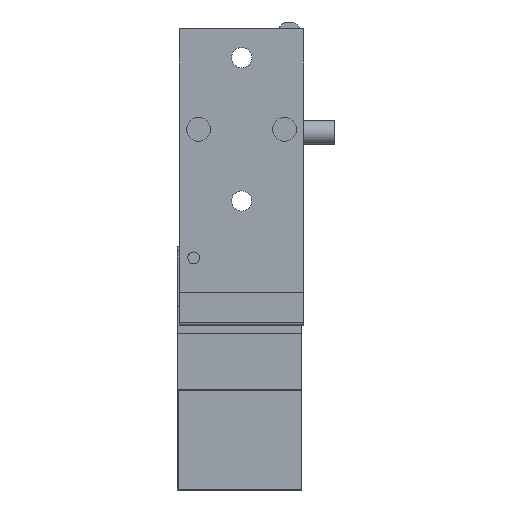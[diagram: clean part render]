
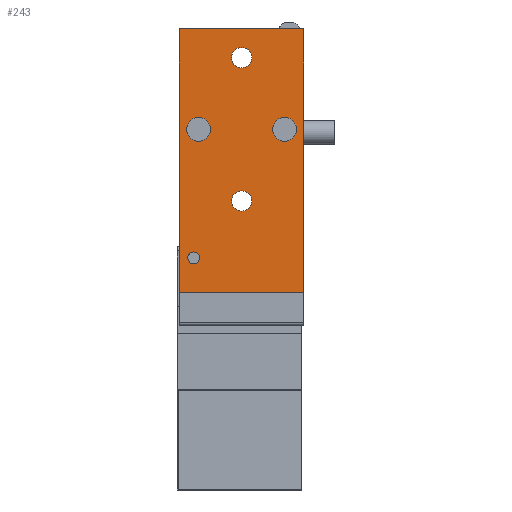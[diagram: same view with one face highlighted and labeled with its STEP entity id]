
A CAD part, left-side view. The second image highlights one B-rep face of the part: STEP entity #243.
In plain terms, the highlighted face is planar.
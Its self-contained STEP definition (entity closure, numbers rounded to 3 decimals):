
#243 = ADVANCED_FACE( '', ( #357, #358, #359, #360, #361, #362 ), #363, .F. );
#357 = FACE_BOUND( '', #546, .T. );
#358 = FACE_BOUND( '', #547, .T. );
#359 = FACE_BOUND( '', #548, .T. );
#360 = FACE_BOUND( '', #549, .T. );
#361 = FACE_BOUND( '', #550, .T. );
#362 = FACE_OUTER_BOUND( '', #551, .T. );
#363 = PLANE( '', #552 );
#546 = EDGE_LOOP( '', ( #923 ) );
#547 = EDGE_LOOP( '', ( #924 ) );
#548 = EDGE_LOOP( '', ( #925 ) );
#549 = EDGE_LOOP( '', ( #926 ) );
#550 = EDGE_LOOP( '', ( #927 ) );
#551 = EDGE_LOOP( '', ( #928, #929, #930, #931 ) );
#552 = AXIS2_PLACEMENT_3D( '', #932, #933, #934 );
#923 = ORIENTED_EDGE( '', *, *, #1505, .T. );
#924 = ORIENTED_EDGE( '', *, *, #1492, .T. );
#925 = ORIENTED_EDGE( '', *, *, #1489, .T. );
#926 = ORIENTED_EDGE( '', *, *, #1488, .T. );
#927 = ORIENTED_EDGE( '', *, *, #1490, .T. );
#928 = ORIENTED_EDGE( '', *, *, #1434, .T. );
#929 = ORIENTED_EDGE( '', *, *, #1504, .F. );
#930 = ORIENTED_EDGE( '', *, *, #1390, .F. );
#931 = ORIENTED_EDGE( '', *, *, #1506, .T. );
#932 = CARTESIAN_POINT( '', ( 19.481, 26., -3.63 ) );
#933 = DIRECTION( '', ( 0., 0., 1. ) );
#934 = DIRECTION( '', ( 1., 0., 0. ) );
#1390 = EDGE_CURVE( '', #1626, #1628, #1629, .T. );
#1434 = EDGE_CURVE( '', #1714, #1712, #1715, .T. );
#1488 = EDGE_CURVE( '', #1816, #1816, #1817, .T. );
#1489 = EDGE_CURVE( '', #1818, #1818, #1819, .T. );
#1490 = EDGE_CURVE( '', #1820, #1820, #1821, .T. );
#1492 = EDGE_CURVE( '', #1824, #1824, #1825, .T. );
#1504 = EDGE_CURVE( '', #1628, #1712, #1837, .T. );
#1505 = EDGE_CURVE( '', #1838, #1838, #1839, .T. );
#1506 = EDGE_CURVE( '', #1626, #1714, #1840, .T. );
#1626 = VERTEX_POINT( '', #2008 );
#1628 = VERTEX_POINT( '', #2011 );
#1629 = LINE( '', #2012, #2013 );
#1712 = VERTEX_POINT( '', #2129 );
#1714 = VERTEX_POINT( '', #2132 );
#1715 = LINE( '', #2133, #2134 );
#1816 = VERTEX_POINT( '', #2278 );
#1817 = CIRCLE( '', #2279, 2.1 );
#1818 = VERTEX_POINT( '', #2280 );
#1819 = CIRCLE( '', #2281, 1.25 );
#1820 = VERTEX_POINT( '', #2282 );
#1821 = CIRCLE( '', #2283, 2.1 );
#1824 = VERTEX_POINT( '', #2286 );
#1825 = CIRCLE( '', #2287, 2.5 );
#1837 = LINE( '', #2310, #2311 );
#1838 = VERTEX_POINT( '', #2312 );
#1839 = CIRCLE( '', #2313, 2.5 );
#1840 = LINE( '', #2314, #2315 );
#2008 = CARTESIAN_POINT( '', ( 74.681, 26., -3.63 ) );
#2011 = CARTESIAN_POINT( '', ( 19.481, 26., -3.63 ) );
#2012 = CARTESIAN_POINT( '', ( 19.481, 26., -3.63 ) );
#2013 = VECTOR( '', #2634, 1000. );
#2129 = CARTESIAN_POINT( '', ( 19.481, 0., -3.63 ) );
#2132 = CARTESIAN_POINT( '', ( 74.681, 0., -3.63 ) );
#2133 = CARTESIAN_POINT( '', ( 19.481, 0., -3.63 ) );
#2134 = VECTOR( '', #2696, 1000. );
#2278 = CARTESIAN_POINT( '', ( 40.781, 13., -3.63 ) );
#2279 = AXIS2_PLACEMENT_3D( '', #2770, #2771, #2772 );
#2280 = CARTESIAN_POINT( '', ( 28.019, 3., -3.63 ) );
#2281 = AXIS2_PLACEMENT_3D( '', #2773, #2774, #2775 );
#2282 = CARTESIAN_POINT( '', ( 70.781, 13., -3.63 ) );
#2283 = AXIS2_PLACEMENT_3D( '', #2776, #2777, #2778 );
#2286 = CARTESIAN_POINT( '', ( 56.181, 4., -3.63 ) );
#2287 = AXIS2_PLACEMENT_3D( '', #2782, #2783, #2784 );
#2310 = CARTESIAN_POINT( '', ( 19.481, 26., -3.63 ) );
#2311 = VECTOR( '', #2796, 1000. );
#2312 = CARTESIAN_POINT( '', ( 56.181, 22., -3.63 ) );
#2313 = AXIS2_PLACEMENT_3D( '', #2797, #2798, #2799 );
#2314 = CARTESIAN_POINT( '', ( 74.681, 26., -3.63 ) );
#2315 = VECTOR( '', #2800, 1000. );
#2634 = DIRECTION( '', ( -1., 0., 0. ) );
#2696 = DIRECTION( '', ( -1., 0., 0. ) );
#2770 = CARTESIAN_POINT( '', ( 38.681, 13., -3.63 ) );
#2771 = DIRECTION( '', ( 0., 0., 1. ) );
#2772 = DIRECTION( '', ( 1., 0., 0. ) );
#2773 = CARTESIAN_POINT( '', ( 26.769, 3., -3.63 ) );
#2774 = DIRECTION( '', ( 0., 0., 1. ) );
#2775 = DIRECTION( '', ( 1., 0., 0. ) );
#2776 = CARTESIAN_POINT( '', ( 68.681, 13., -3.63 ) );
#2777 = DIRECTION( '', ( 0., 0., 1. ) );
#2778 = DIRECTION( '', ( 1., 0., 0. ) );
#2782 = CARTESIAN_POINT( '', ( 53.681, 4., -3.63 ) );
#2783 = DIRECTION( '', ( 0., 0., 1. ) );
#2784 = DIRECTION( '', ( 1., 0., 0. ) );
#2796 = DIRECTION( '', ( 0., -1., 0. ) );
#2797 = CARTESIAN_POINT( '', ( 53.681, 22., -3.63 ) );
#2798 = DIRECTION( '', ( 0., 0., 1. ) );
#2799 = DIRECTION( '', ( 1., 0., 0. ) );
#2800 = DIRECTION( '', ( 0., -1., 0. ) );
